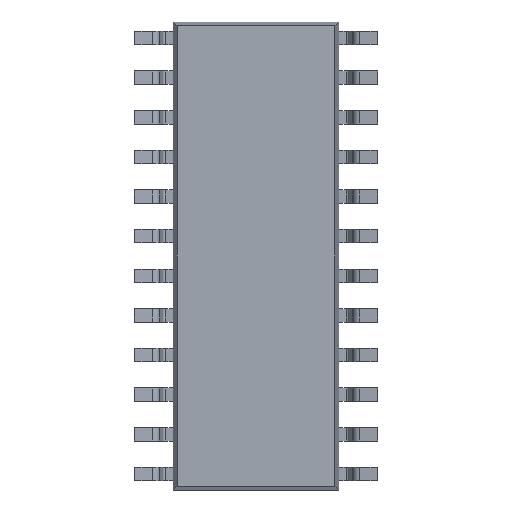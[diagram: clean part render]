
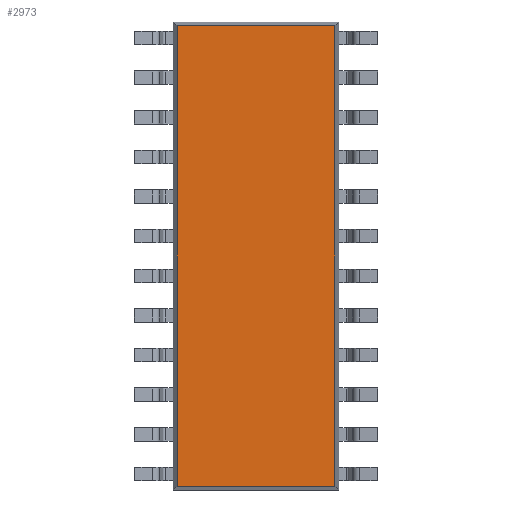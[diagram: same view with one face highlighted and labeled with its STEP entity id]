
A CAD part, front view. The second image highlights one B-rep face of the part: STEP entity #2973.
In plain terms, the highlighted planar face has unit normal (0, -1, 0).
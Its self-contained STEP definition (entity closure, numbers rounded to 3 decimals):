
#120 = CARTESIAN_POINT ( 'NONE',  ( -2.531, 0.15, 7.381 ) ) ;
#143 = CARTESIAN_POINT ( 'NONE',  ( -2.65, 0.15, -7.381 ) ) ;
#151 = ORIENTED_EDGE ( 'NONE', *, *, #399, .T. ) ;
#213 = DIRECTION ( 'NONE',  ( 0., 0., -1. ) ) ;
#399 = EDGE_CURVE ( 'NONE', #483, #10687, #432, .T. ) ;
#432 = LINE ( 'NONE', #3830, #9165 ) ;
#483 = VERTEX_POINT ( 'NONE', #816 ) ;
#816 = CARTESIAN_POINT ( 'NONE',  ( 2.531, 0.15, 7.381 ) ) ;
#1440 = EDGE_LOOP ( 'NONE', ( #1537, #9556, #151, #6896 ) ) ;
#1537 = ORIENTED_EDGE ( 'NONE', *, *, #9891, .T. ) ;
#1821 = LINE ( 'NONE', #143, #8579 ) ;
#2207 = EDGE_CURVE ( 'NONE', #10687, #5265, #4457, .T. ) ;
#2414 = VECTOR ( 'NONE', #5400, 1000. ) ;
#2973 = ADVANCED_FACE ( 'NONE', ( #9221 ), #5710, .T. ) ;
#3830 = CARTESIAN_POINT ( 'NONE',  ( 2.65, 0.15, 7.381 ) ) ;
#3892 = AXIS2_PLACEMENT_3D ( 'NONE', #8267, #7267, #3920 ) ;
#3920 = DIRECTION ( 'NONE',  ( 0., 0., -1. ) ) ;
#4190 = CARTESIAN_POINT ( 'NONE',  ( -2.531, 0.15, -7.381 ) ) ;
#4457 = LINE ( 'NONE', #7868, #9102 ) ;
#5265 = VERTEX_POINT ( 'NONE', #4190 ) ;
#5400 = DIRECTION ( 'NONE',  ( 0., 0., 1. ) ) ;
#5710 = PLANE ( 'NONE',  #3892 ) ;
#5955 = DIRECTION ( 'NONE',  ( 1., 0., 0. ) ) ;
#6896 = ORIENTED_EDGE ( 'NONE', *, *, #2207, .T. ) ;
#7240 = DIRECTION ( 'NONE',  ( -1., 0., 0. ) ) ;
#7267 = DIRECTION ( 'NONE',  ( 0., -1., 0. ) ) ;
#7868 = CARTESIAN_POINT ( 'NONE',  ( -2.531, 0.15, 7.5 ) ) ;
#8267 = CARTESIAN_POINT ( 'NONE',  ( 0., 0.15, 0. ) ) ;
#8579 = VECTOR ( 'NONE', #5955, 1000. ) ;
#8834 = EDGE_CURVE ( 'NONE', #10561, #483, #10585, .T. ) ;
#9102 = VECTOR ( 'NONE', #213, 1000. ) ;
#9165 = VECTOR ( 'NONE', #7240, 1000. ) ;
#9221 = FACE_OUTER_BOUND ( 'NONE', #1440, .T. ) ;
#9556 = ORIENTED_EDGE ( 'NONE', *, *, #8834, .T. ) ;
#9891 = EDGE_CURVE ( 'NONE', #5265, #10561, #1821, .T. ) ;
#10472 = CARTESIAN_POINT ( 'NONE',  ( 2.531, 0.15, -7.5 ) ) ;
#10561 = VERTEX_POINT ( 'NONE', #10956 ) ;
#10585 = LINE ( 'NONE', #10472, #2414 ) ;
#10687 = VERTEX_POINT ( 'NONE', #120 ) ;
#10956 = CARTESIAN_POINT ( 'NONE',  ( 2.531, 0.15, -7.381 ) ) ;
